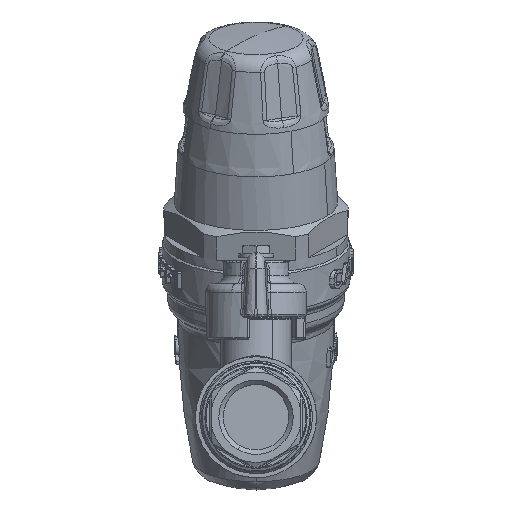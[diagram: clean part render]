
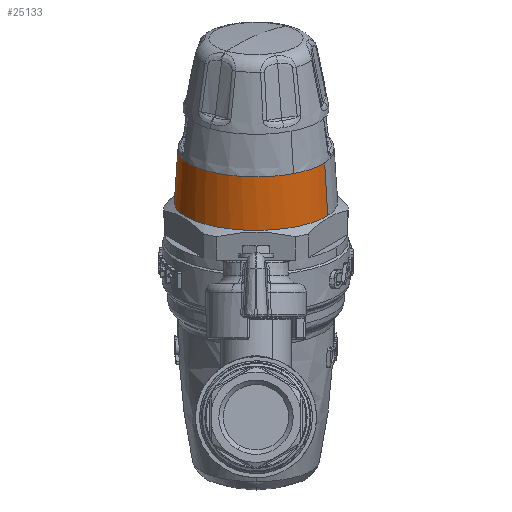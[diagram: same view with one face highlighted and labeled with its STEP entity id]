
A CAD part, front view. The second image highlights one B-rep face of the part: STEP entity #25133.
In plain terms, the highlighted face is a revolution surface.
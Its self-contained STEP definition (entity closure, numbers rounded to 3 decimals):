
#24898=CARTESIAN_POINT('Vertex',(-20.623,-11.17,63.63)) ;
#24905=CARTESIAN_POINT('Vertex',(20.623,-32.344,55.923)) ;
#25042=CARTESIAN_POINT('Axis2P3D Location',(0.,-21.757,59.776)) ;
#25070=CARTESIAN_POINT('Control Point',(-20.623,-11.17,63.63)) ;
#25071=CARTESIAN_POINT('Control Point',(-20.481,-13.07,68.623)) ;
#25072=CARTESIAN_POINT('Control Point',(-20.188,-15.046,73.584)) ;
#25073=CARTESIAN_POINT('Control Point',(-19.746,-17.093,78.501)) ;
#25074=CARTESIAN_POINT('Vertex',(-19.746,-17.093,78.501)) ;
#25088=CARTESIAN_POINT('Vertex',(19.746,-37.366,71.122)) ;
#25092=CARTESIAN_POINT('Control Point',(20.623,-32.344,55.923)) ;
#25093=CARTESIAN_POINT('Control Point',(20.481,-34.098,60.97)) ;
#25094=CARTESIAN_POINT('Control Point',(20.188,-35.773,66.039)) ;
#25095=CARTESIAN_POINT('Control Point',(19.746,-37.366,71.122)) ;
#25106=CARTESIAN_POINT('Control Point',(-23.5,-21.757,59.776)) ;
#25107=CARTESIAN_POINT('Control Point',(-23.338,-23.584,64.796)) ;
#25108=CARTESIAN_POINT('Control Point',(-23.004,-25.409,69.811)) ;
#25109=CARTESIAN_POINT('Control Point',(-22.5,-27.229,74.811)) ;
#25110=CARTESIAN_POINT('Axis1P Location',(0.,-24.493,67.294)) ;
#25114=CARTESIAN_POINT('Axis2P3D Location',(0.,-27.229,74.811)) ;
#25118=CARTESIAN_POINT('Vertex',(10.787,-45.784,68.058)) ;
#25121=CARTESIAN_POINT('Axis2P3D Location',(0.,-27.229,74.811)) ;
#25043=DIRECTION('Axis2P3D Direction',(0.,0.342,-0.94)) ;
#25111=DIRECTION('Axis1P Direction',(0.,0.342,-0.94)) ;
#25115=DIRECTION('Axis2P3D Direction',(0.,0.342,-0.94)) ;
#25122=DIRECTION('Axis2P3D Direction',(0.,0.342,-0.94)) ;
#25044=AXIS2_PLACEMENT_3D('Circle Axis2P3D',#25042,#25043,$) ;
#25116=AXIS2_PLACEMENT_3D('Circle Axis2P3D',#25114,#25115,$) ;
#25123=AXIS2_PLACEMENT_3D('Circle Axis2P3D',#25121,#25122,$) ;
#25127=ORIENTED_EDGE('',*,*,#25046,.F.) ;
#25128=ORIENTED_EDGE('',*,*,#25096,.T.) ;
#25129=ORIENTED_EDGE('',*,*,#25120,.F.) ;
#25130=ORIENTED_EDGE('',*,*,#25125,.F.) ;
#25131=ORIENTED_EDGE('',*,*,#25076,.F.) ;
#25133=ADVANCED_FACE('PartBody',(#25132),#25113,.F.) ;
#25112=AXIS1_PLACEMENT('Revolution Surface Axis1P',#25110,#25111) ;
#25069=B_SPLINE_CURVE_WITH_KNOTS('',3,(#25070,#25071,#25072,#25073),.UNSPECIFIED.,.F.,.U.,(4,4),(7.588,23.622),.UNSPECIFIED.) ;
#25091=B_SPLINE_CURVE_WITH_KNOTS('',3,(#25092,#25093,#25094,#25095),.UNSPECIFIED.,.F.,.U.,(4,4),(7.588,23.622),.UNSPECIFIED.) ;
#25105=B_SPLINE_CURVE_WITH_KNOTS('',3,(#25106,#25107,#25108,#25109),.UNSPECIFIED.,.F.,.U.,(4,4),(7.588,23.622),.UNSPECIFIED.) ;
#25045=CIRCLE('generated circle',#25044,23.5) ;
#25117=CIRCLE('generated circle',#25116,22.5) ;
#25124=CIRCLE('generated circle',#25123,22.5) ;
#25046=EDGE_CURVE('',#24906,#24899,#25045,.T.) ;
#25076=EDGE_CURVE('',#24899,#25075,#25069,.T.) ;
#25096=EDGE_CURVE('',#24906,#25089,#25091,.T.) ;
#25120=EDGE_CURVE('',#25119,#25089,#25117,.F.) ;
#25125=EDGE_CURVE('',#25075,#25119,#25124,.F.) ;
#25126=EDGE_LOOP('',(#25127,#25128,#25129,#25130,#25131)) ;
#25132=FACE_OUTER_BOUND('',#25126,.T.) ;
#25113=SURFACE_OF_REVOLUTION('Surface of Revolution',#25105,#25112) ;
#24899=VERTEX_POINT('',#24898) ;
#24906=VERTEX_POINT('',#24905) ;
#25075=VERTEX_POINT('',#25074) ;
#25089=VERTEX_POINT('',#25088) ;
#25119=VERTEX_POINT('',#25118) ;
